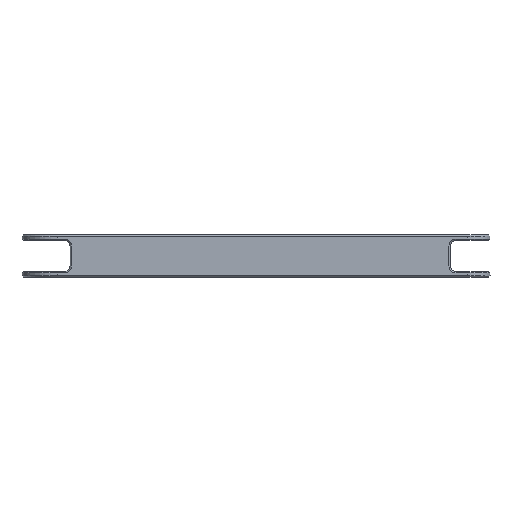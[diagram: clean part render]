
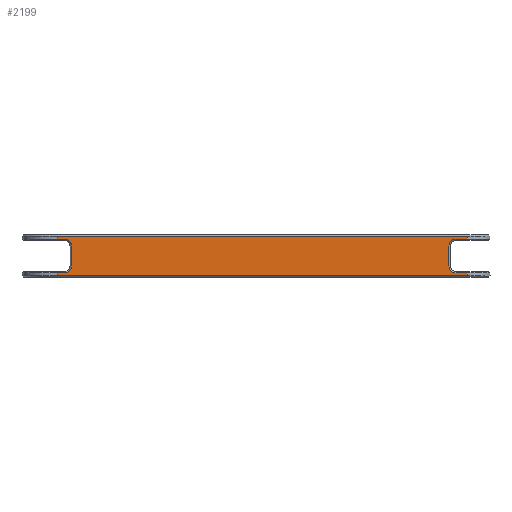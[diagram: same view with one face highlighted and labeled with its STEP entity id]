
A CAD part, front view. The second image highlights one B-rep face of the part: STEP entity #2199.
In plain terms, the highlighted planar face has unit normal (0, -1, 0).
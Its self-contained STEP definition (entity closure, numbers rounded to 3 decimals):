
#1 = CARTESIAN_POINT ( 'NONE',  ( 2., -12.5, -3.5 ) ) ;
#17 = DIRECTION ( 'NONE',  ( 0., 0., -1. ) ) ;
#20 = EDGE_CURVE ( 'NONE', #1593, #2474, #2577, .T. ) ;
#72 = DIRECTION ( 'NONE',  ( 0., 0., 1. ) ) ;
#95 = LINE ( 'NONE', #555, #1374 ) ;
#97 = CARTESIAN_POINT ( 'NONE',  ( 137.999, -12.5, 6. ) ) ;
#107 = VERTEX_POINT ( 'NONE', #1 ) ;
#160 = VERTEX_POINT ( 'NONE', #97 ) ;
#181 = ORIENTED_EDGE ( 'NONE', *, *, #1683, .F. ) ;
#203 = DIRECTION ( 'NONE',  ( 0., -1., 0. ) ) ;
#228 = CARTESIAN_POINT ( 'NONE',  ( -50.001, -12.5, 7. ) ) ;
#231 = CARTESIAN_POINT ( 'NONE',  ( -0.5, -12.5, -6. ) ) ;
#246 = VERTEX_POINT ( 'NONE', #2198 ) ;
#255 = DIRECTION ( 'NONE',  ( 0., 0., -1. ) ) ;
#340 = AXIS2_PLACEMENT_3D ( 'NONE', #880, #674, #2344 ) ;
#348 = ORIENTED_EDGE ( 'NONE', *, *, #1433, .T. ) ;
#373 = CARTESIAN_POINT ( 'NONE',  ( -50.001, -12.5, 6. ) ) ;
#378 = VERTEX_POINT ( 'NONE', #231 ) ;
#381 = CARTESIAN_POINT ( 'NONE',  ( -0.5, -12.5, 3.5 ) ) ;
#394 = CARTESIAN_POINT ( 'NONE',  ( -50.001, -12.5, -6. ) ) ;
#502 = CARTESIAN_POINT ( 'NONE',  ( 137.999, -12.5, 3.5 ) ) ;
#514 = CARTESIAN_POINT ( 'NONE',  ( 135.499, -12.5, -7.5 ) ) ;
#555 = CARTESIAN_POINT ( 'NONE',  ( 2., -12.5, -7.5 ) ) ;
#572 = VECTOR ( 'NONE', #2522, 1000. ) ;
#579 = VECTOR ( 'NONE', #938, 1000. ) ;
#582 = LINE ( 'NONE', #373, #572 ) ;
#592 = VECTOR ( 'NONE', #783, 1000. ) ;
#611 = VERTEX_POINT ( 'NONE', #2492 ) ;
#642 = LINE ( 'NONE', #1856, #579 ) ;
#655 = ORIENTED_EDGE ( 'NONE', *, *, #1597, .F. ) ;
#666 = ORIENTED_EDGE ( 'NONE', *, *, #789, .F. ) ;
#674 = DIRECTION ( 'NONE',  ( 0., 1., 0. ) ) ;
#685 = EDGE_CURVE ( 'NONE', #2001, #2870, #3017, .T. ) ;
#720 = CARTESIAN_POINT ( 'NONE',  ( 137.999, -12.5, -3.5 ) ) ;
#783 = DIRECTION ( 'NONE',  ( -1., 0., 0. ) ) ;
#784 = EDGE_CURVE ( 'NONE', #160, #1593, #955, .T. ) ;
#789 = EDGE_CURVE ( 'NONE', #2870, #611, #1697, .T. ) ;
#809 = VECTOR ( 'NONE', #954, 1000. ) ;
#845 = DIRECTION ( 'NONE',  ( 0., 0., -1. ) ) ;
#880 = CARTESIAN_POINT ( 'NONE',  ( -50.001, -12.5, -7.5 ) ) ;
#901 = VERTEX_POINT ( 'NONE', #2373 ) ;
#906 = ORIENTED_EDGE ( 'NONE', *, *, #1109, .F. ) ;
#912 = ORIENTED_EDGE ( 'NONE', *, *, #784, .F. ) ;
#938 = DIRECTION ( 'NONE',  ( 1., 0., 0. ) ) ;
#954 = DIRECTION ( 'NONE',  ( 1., 0., 0. ) ) ;
#955 = CIRCLE ( 'NONE', #2691, 2.5 ) ;
#991 = EDGE_CURVE ( 'NONE', #1370, #2001, #1251, .T. ) ;
#1068 = CARTESIAN_POINT ( 'NONE',  ( -3., -12.5, 6. ) ) ;
#1097 = VERTEX_POINT ( 'NONE', #2549 ) ;
#1107 = VECTOR ( 'NONE', #1613, 1000. ) ;
#1109 = EDGE_CURVE ( 'NONE', #1612, #1370, #1974, .T. ) ;
#1132 = VECTOR ( 'NONE', #72, 1000. ) ;
#1166 = VECTOR ( 'NONE', #1340, 1000. ) ;
#1178 = CARTESIAN_POINT ( 'NONE',  ( -50.001, -12.5, -7. ) ) ;
#1213 = ORIENTED_EDGE ( 'NONE', *, *, #3061, .F. ) ;
#1220 = ORIENTED_EDGE ( 'NONE', *, *, #2318, .F. ) ;
#1251 = LINE ( 'NONE', #2454, #592 ) ;
#1267 = DIRECTION ( 'NONE',  ( 0., 0., -1. ) ) ;
#1297 = LINE ( 'NONE', #2020, #1722 ) ;
#1340 = DIRECTION ( 'NONE',  ( 1., 0., 0. ) ) ;
#1370 = VERTEX_POINT ( 'NONE', #2810 ) ;
#1374 = VECTOR ( 'NONE', #1502, 1000. ) ;
#1381 = EDGE_CURVE ( 'NONE', #378, #107, #1815, .T. ) ;
#1414 = LINE ( 'NONE', #1178, #1718 ) ;
#1432 = VERTEX_POINT ( 'NONE', #2136 ) ;
#1433 = EDGE_CURVE ( 'NONE', #901, #246, #1414, .T. ) ;
#1454 = LINE ( 'NONE', #2191, #1132 ) ;
#1487 = CARTESIAN_POINT ( 'NONE',  ( -3., -12.5, 7. ) ) ;
#1488 = CARTESIAN_POINT ( 'NONE',  ( 135.499, -12.5, 3.5 ) ) ;
#1502 = DIRECTION ( 'NONE',  ( 0., 0., 1. ) ) ;
#1593 = VERTEX_POINT ( 'NONE', #1488 ) ;
#1597 = EDGE_CURVE ( 'NONE', #107, #1612, #95, .T. ) ;
#1598 = VECTOR ( 'NONE', #255, 1000. ) ;
#1612 = VERTEX_POINT ( 'NONE', #2254 ) ;
#1613 = DIRECTION ( 'NONE',  ( 0., 0., 1. ) ) ;
#1644 = ORIENTED_EDGE ( 'NONE', *, *, #1381, .F. ) ;
#1657 = LINE ( 'NONE', #2440, #1598 ) ;
#1663 = DIRECTION ( 'NONE',  ( 0., -1., 0. ) ) ;
#1667 = ORIENTED_EDGE ( 'NONE', *, *, #685, .F. ) ;
#1683 = EDGE_CURVE ( 'NONE', #1432, #160, #582, .T. ) ;
#1697 = LINE ( 'NONE', #228, #809 ) ;
#1718 = VECTOR ( 'NONE', #2092, 1000. ) ;
#1722 = VECTOR ( 'NONE', #845, 1000. ) ;
#1772 = CIRCLE ( 'NONE', #2168, 2.5 ) ;
#1804 = DIRECTION ( 'NONE',  ( 0., -1., 0. ) ) ;
#1815 = CIRCLE ( 'NONE', #2410, 2.5 ) ;
#1840 = EDGE_CURVE ( 'NONE', #2178, #378, #2050, .T. ) ;
#1856 = CARTESIAN_POINT ( 'NONE',  ( -50.001, -12.5, -6. ) ) ;
#1877 = CARTESIAN_POINT ( 'NONE',  ( -0.5, -12.5, -3.5 ) ) ;
#1900 = EDGE_LOOP ( 'NONE', ( #2547, #2505, #912, #181, #1959, #666, #1667, #2368, #906, #655, #1644, #2828, #1220, #348, #1213, #2278 ) ) ;
#1959 = ORIENTED_EDGE ( 'NONE', *, *, #2378, .F. ) ;
#1974 = CIRCLE ( 'NONE', #2477, 2.5 ) ;
#2001 = VERTEX_POINT ( 'NONE', #1068 ) ;
#2020 = CARTESIAN_POINT ( 'NONE',  ( 141.999, -12.5, -7.5 ) ) ;
#2050 = LINE ( 'NONE', #394, #1166 ) ;
#2056 = CARTESIAN_POINT ( 'NONE',  ( -3., -12.5, -6. ) ) ;
#2072 = EDGE_CURVE ( 'NONE', #2441, #1097, #642, .T. ) ;
#2092 = DIRECTION ( 'NONE',  ( 1., 0., 0. ) ) ;
#2101 = PLANE ( 'NONE',  #340 ) ;
#2136 = CARTESIAN_POINT ( 'NONE',  ( 141.999, -12.5, 6. ) ) ;
#2157 = DIRECTION ( 'NONE',  ( 0., 0., -1. ) ) ;
#2168 = AXIS2_PLACEMENT_3D ( 'NONE', #720, #1663, #1267 ) ;
#2178 = VERTEX_POINT ( 'NONE', #2056 ) ;
#2191 = CARTESIAN_POINT ( 'NONE',  ( -3., -12.5, -7.5 ) ) ;
#2198 = CARTESIAN_POINT ( 'NONE',  ( 141.999, -12.5, -7. ) ) ;
#2199 = ADVANCED_FACE ( 'NONE', ( #2552 ), #2101, .F. ) ;
#2248 = DIRECTION ( 'NONE',  ( 0., 0., -1. ) ) ;
#2254 = CARTESIAN_POINT ( 'NONE',  ( 2., -12.5, 3.5 ) ) ;
#2278 = ORIENTED_EDGE ( 'NONE', *, *, #2072, .F. ) ;
#2318 = EDGE_CURVE ( 'NONE', #901, #2178, #1454, .T. ) ;
#2344 = DIRECTION ( 'NONE',  ( 0., 0., 1. ) ) ;
#2345 = EDGE_CURVE ( 'NONE', #2474, #2441, #1772, .T. ) ;
#2368 = ORIENTED_EDGE ( 'NONE', *, *, #991, .F. ) ;
#2373 = CARTESIAN_POINT ( 'NONE',  ( -3., -12.5, -7. ) ) ;
#2378 = EDGE_CURVE ( 'NONE', #611, #1432, #1297, .T. ) ;
#2410 = AXIS2_PLACEMENT_3D ( 'NONE', #1877, #203, #3038 ) ;
#2440 = CARTESIAN_POINT ( 'NONE',  ( 141.999, -12.5, -7.5 ) ) ;
#2441 = VERTEX_POINT ( 'NONE', #2743 ) ;
#2454 = CARTESIAN_POINT ( 'NONE',  ( -50.001, -12.5, 6. ) ) ;
#2474 = VERTEX_POINT ( 'NONE', #2726 ) ;
#2477 = AXIS2_PLACEMENT_3D ( 'NONE', #381, #1804, #2248 ) ;
#2485 = VECTOR ( 'NONE', #17, 1000. ) ;
#2492 = CARTESIAN_POINT ( 'NONE',  ( 141.999, -12.5, 7. ) ) ;
#2505 = ORIENTED_EDGE ( 'NONE', *, *, #20, .F. ) ;
#2522 = DIRECTION ( 'NONE',  ( -1., 0., 0. ) ) ;
#2547 = ORIENTED_EDGE ( 'NONE', *, *, #2345, .F. ) ;
#2549 = CARTESIAN_POINT ( 'NONE',  ( 141.999, -12.5, -6. ) ) ;
#2552 = FACE_OUTER_BOUND ( 'NONE', #1900, .T. ) ;
#2577 = LINE ( 'NONE', #514, #2485 ) ;
#2691 = AXIS2_PLACEMENT_3D ( 'NONE', #502, #2862, #2157 ) ;
#2726 = CARTESIAN_POINT ( 'NONE',  ( 135.499, -12.5, -3.5 ) ) ;
#2743 = CARTESIAN_POINT ( 'NONE',  ( 137.999, -12.5, -6. ) ) ;
#2789 = CARTESIAN_POINT ( 'NONE',  ( -3., -12.5, -7.5 ) ) ;
#2810 = CARTESIAN_POINT ( 'NONE',  ( -0.5, -12.5, 6. ) ) ;
#2828 = ORIENTED_EDGE ( 'NONE', *, *, #1840, .F. ) ;
#2862 = DIRECTION ( 'NONE',  ( 0., -1., 0. ) ) ;
#2870 = VERTEX_POINT ( 'NONE', #1487 ) ;
#3017 = LINE ( 'NONE', #2789, #1107 ) ;
#3038 = DIRECTION ( 'NONE',  ( 0., 0., -1. ) ) ;
#3061 = EDGE_CURVE ( 'NONE', #1097, #246, #1657, .T. ) ;
